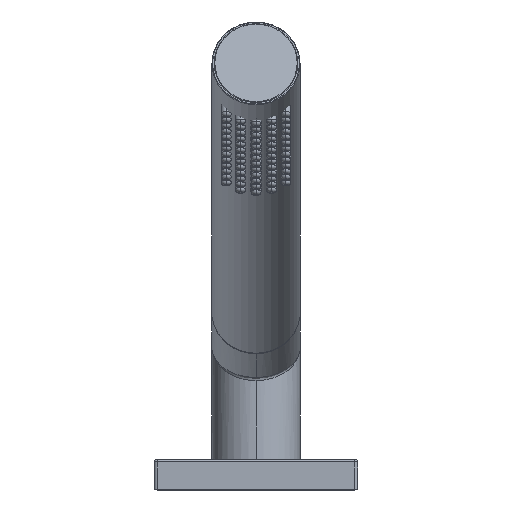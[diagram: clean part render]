
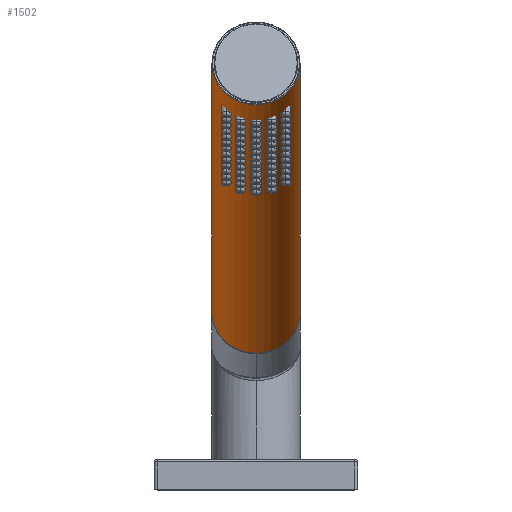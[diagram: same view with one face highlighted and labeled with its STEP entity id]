
A CAD part, top view. The second image highlights one B-rep face of the part: STEP entity #1502.
In plain terms, the highlighted cylindrical face has radius 13 mm (diameter 26 mm), a partial arc.
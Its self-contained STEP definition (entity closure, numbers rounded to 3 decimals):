
#15 = DIRECTION ( 'NONE',  ( 1., 0., 0. ) ) ;
#305 = VERTEX_POINT ( 'NONE', #5720 ) ;
#954 = VECTOR ( 'NONE', #7541, 1000. ) ;
#1502 = ADVANCED_FACE ( 'NONE', ( #4964 ), #9997, .T. ) ;
#1544 = CARTESIAN_POINT ( 'NONE',  ( 13., 0., 214. ) ) ;
#1755 = CARTESIAN_POINT ( 'NONE',  ( -13., 0., 214. ) ) ;
#1825 = EDGE_LOOP ( 'NONE', ( #5918, #5722, #10753, #7897 ) ) ;
#2701 = DIRECTION ( 'NONE',  ( 0., 0., -1. ) ) ;
#2869 = CIRCLE ( 'NONE', #8269, 13. ) ;
#4475 = DIRECTION ( 'NONE',  ( 0., 0., -1. ) ) ;
#4623 = LINE ( 'NONE', #1755, #6982 ) ;
#4964 = FACE_OUTER_BOUND ( 'NONE', #1825, .T. ) ;
#5368 = CIRCLE ( 'NONE', #8763, 13. ) ;
#5720 = CARTESIAN_POINT ( 'NONE',  ( 13., 0., 0.2 ) ) ;
#5722 = ORIENTED_EDGE ( 'NONE', *, *, #12357, .T. ) ;
#5918 = ORIENTED_EDGE ( 'NONE', *, *, #8786, .F. ) ;
#5986 = DIRECTION ( 'NONE',  ( 0., 0., 1. ) ) ;
#6186 = CARTESIAN_POINT ( 'NONE',  ( -13., 0., 0.2 ) ) ;
#6341 = CARTESIAN_POINT ( 'NONE',  ( 0., 0., 214. ) ) ;
#6959 = EDGE_CURVE ( 'NONE', #9791, #11895, #4623, .T. ) ;
#6982 = VECTOR ( 'NONE', #2701, 1000. ) ;
#7541 = DIRECTION ( 'NONE',  ( 0., 0., -1. ) ) ;
#7897 = ORIENTED_EDGE ( 'NONE', *, *, #12715, .T. ) ;
#8269 = AXIS2_PLACEMENT_3D ( 'NONE', #11987, #5986, #15 ) ;
#8455 = VERTEX_POINT ( 'NONE', #8899 ) ;
#8763 = AXIS2_PLACEMENT_3D ( 'NONE', #10479, #4475, #11462 ) ;
#8786 = EDGE_CURVE ( 'NONE', #8455, #305, #11588, .T. ) ;
#8899 = CARTESIAN_POINT ( 'NONE',  ( 13., 0., 213.8 ) ) ;
#9791 = VERTEX_POINT ( 'NONE', #12624 ) ;
#9997 = CYLINDRICAL_SURFACE ( 'NONE', #11844, 13. ) ;
#10271 = DIRECTION ( 'NONE',  ( 0., 0., -1. ) ) ;
#10357 = DIRECTION ( 'NONE',  ( -1., 0., 0. ) ) ;
#10479 = CARTESIAN_POINT ( 'NONE',  ( 0., 0., 213.8 ) ) ;
#10753 = ORIENTED_EDGE ( 'NONE', *, *, #6959, .T. ) ;
#11462 = DIRECTION ( 'NONE',  ( 1., 0., 0. ) ) ;
#11588 = LINE ( 'NONE', #1544, #954 ) ;
#11844 = AXIS2_PLACEMENT_3D ( 'NONE', #6341, #10271, #10357 ) ;
#11895 = VERTEX_POINT ( 'NONE', #6186 ) ;
#11987 = CARTESIAN_POINT ( 'NONE',  ( 0., 0., 0.2 ) ) ;
#12357 = EDGE_CURVE ( 'NONE', #8455, #9791, #5368, .T. ) ;
#12624 = CARTESIAN_POINT ( 'NONE',  ( -13., 0., 213.8 ) ) ;
#12715 = EDGE_CURVE ( 'NONE', #11895, #305, #2869, .T. ) ;
